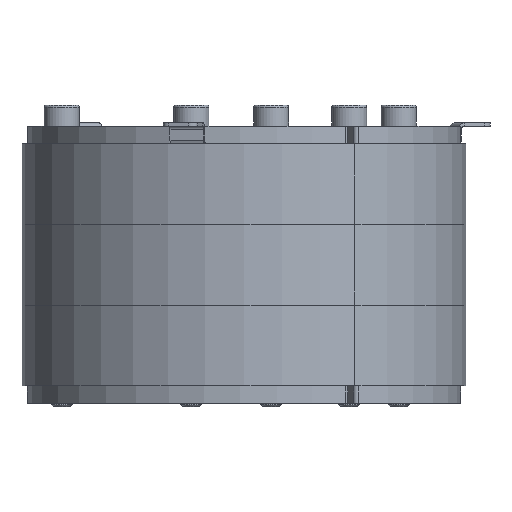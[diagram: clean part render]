
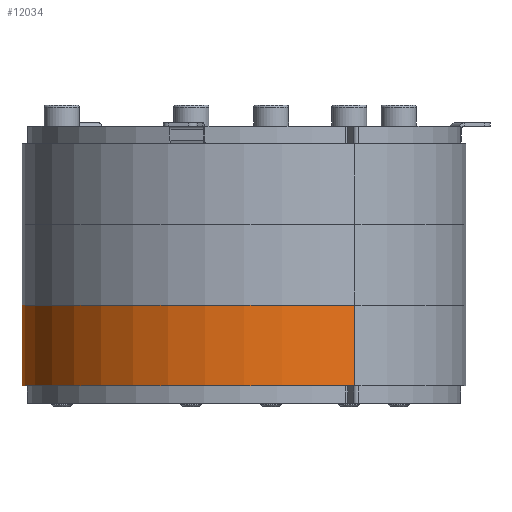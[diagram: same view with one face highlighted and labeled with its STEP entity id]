
A CAD part, front view. The second image highlights one B-rep face of the part: STEP entity #12034.
In plain terms, the highlighted cylindrical face has radius 63.25 mm (diameter 126.5 mm), a partial arc.
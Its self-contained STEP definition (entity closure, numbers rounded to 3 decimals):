
#1081=FACE_OUTER_BOUND('',#1842,.T.);
#1842=EDGE_LOOP('',(#8911,#8912,#8913,#8914));
#2782=LINE('',#18859,#3784);
#2783=LINE('',#18865,#3785);
#3784=VECTOR('',#15323,10.);
#3785=VECTOR('',#15330,10.);
#4556=CIRCLE('',#13040,63.25);
#4557=CIRCLE('',#13041,63.25);
#5312=VERTEX_POINT('',#18855);
#5313=VERTEX_POINT('',#18857);
#5314=VERTEX_POINT('',#18861);
#5315=VERTEX_POINT('',#18863);
#6589=EDGE_CURVE('',#5312,#5313,#2782,.T.);
#6590=EDGE_CURVE('',#5314,#5312,#4556,.T.);
#6591=EDGE_CURVE('',#5315,#5313,#4557,.T.);
#6592=EDGE_CURVE('',#5314,#5315,#2783,.T.);
#8911=ORIENTED_EDGE('',*,*,#6590,.T.);
#8912=ORIENTED_EDGE('',*,*,#6589,.T.);
#8913=ORIENTED_EDGE('',*,*,#6591,.F.);
#8914=ORIENTED_EDGE('',*,*,#6592,.F.);
#10854=CYLINDRICAL_SURFACE('',#13039,63.25);
#12034=ADVANCED_FACE('',(#1081),#10854,.T.);
#13039=AXIS2_PLACEMENT_3D('',#18860,#15324,#15325);
#13040=AXIS2_PLACEMENT_3D('',#18862,#15326,#15327);
#13041=AXIS2_PLACEMENT_3D('',#18864,#15328,#15329);
#15323=DIRECTION('',(0.,0.,1.));
#15324=DIRECTION('center_axis',(0.,0.,1.));
#15325=DIRECTION('ref_axis',(-0.5,0.866,0.));
#15326=DIRECTION('center_axis',(0.,0.,1.));
#15327=DIRECTION('ref_axis',(-0.5,0.866,0.));
#15328=DIRECTION('center_axis',(0.,0.,1.));
#15329=DIRECTION('ref_axis',(-0.5,0.866,0.));
#15330=DIRECTION('',(0.,0.,1.));
#18855=CARTESIAN_POINT('',(31.625,-54.776,0.));
#18857=CARTESIAN_POINT('',(31.625,-54.776,23.));
#18859=CARTESIAN_POINT('',(31.625,-54.776,0.));
#18860=CARTESIAN_POINT('Origin',(0.,0.,0.));
#18861=CARTESIAN_POINT('',(-63.25,0.,0.));
#18862=CARTESIAN_POINT('Origin',(0.,0.,0.));
#18863=CARTESIAN_POINT('',(-63.25,0.,23.));
#18864=CARTESIAN_POINT('Origin',(0.,0.,23.));
#18865=CARTESIAN_POINT('',(-63.25,0.,0.));
